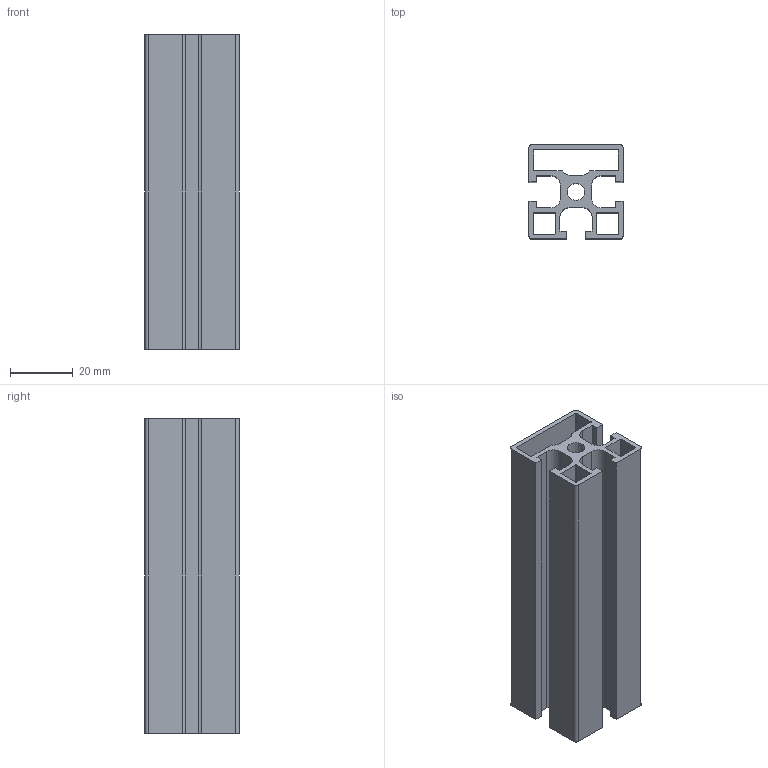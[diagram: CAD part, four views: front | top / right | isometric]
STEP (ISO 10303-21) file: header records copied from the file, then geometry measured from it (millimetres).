
FILE_DESCRIPTION((''),'2;1');
FILE_NAME('K_103003-K_100.stp','2013-11-03T21:47:08',('PC'),(''),'Autodesk Inventor 2011','Autodesk Inventor 2011','');
FILE_SCHEMA(('AUTOMOTIVE_DESIGN { 1 0 10303 214 1 1 1 1 }'));
Length unit declared in the file: millimetre
Products named in the file (1): 103003-100
Bounding box: 30 x 30 x 100 mm (x, y, z)
Volume: 31985 mm3; surface area: 34112.4 mm2
Topology: 1 solids, 1 shells, 69 faces, 201 edges, 134 vertices
Faces by surface type: plane 44, cylinder 25
Full cylindrical faces by diameter (mm): 5.5 x1
Entity records: 2322 total; most frequent: CARTESIAN_POINT 404, ORIENTED_EDGE 400, DIRECTION 390, EDGE_CURVE 200, VECTOR 150, LINE 150, VERTEX_POINT 134, AXIS2_PLACEMENT_3D 120
